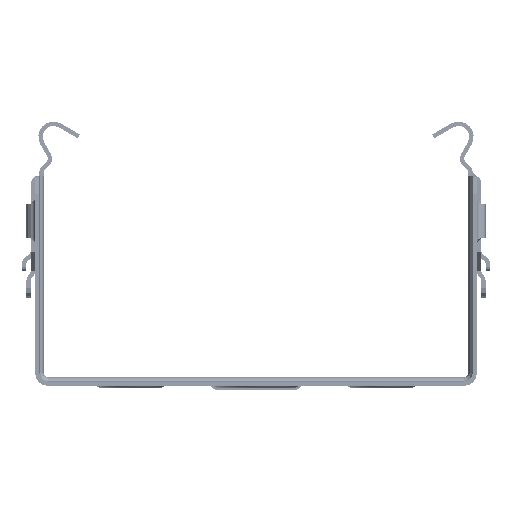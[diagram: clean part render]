
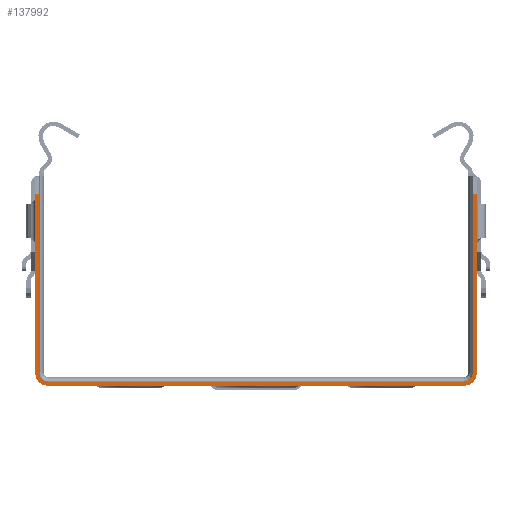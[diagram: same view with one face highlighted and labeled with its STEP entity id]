
A CAD part, front view. The second image highlights one B-rep face of the part: STEP entity #137992.
In plain terms, the highlighted planar face has unit normal (0, -1, 0).
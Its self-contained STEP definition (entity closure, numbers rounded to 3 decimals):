
#6750=PLANE('',#153979);
#14635=FACE_OUTER_BOUND('',#24109,.T.);
#24109=EDGE_LOOP('',(#127312,#127313,#127314,#127315,#127316,#127317,#127318,
#127319,#127320,#127321,#127322,#127323));
#35171=LINE('',#235867,#46851);
#35235=LINE('',#236130,#46915);
#35379=LINE('',#236612,#47059);
#35387=LINE('',#236632,#47067);
#35393=LINE('',#236653,#47073);
#35397=LINE('',#236660,#47077);
#35786=LINE('',#237906,#47466);
#35788=LINE('',#237915,#47468);
#46851=VECTOR('',#195715,10.);
#46915=VECTOR('',#195899,10.);
#47059=VECTOR('',#196341,10.);
#47067=VECTOR('',#196363,10.);
#47073=VECTOR('',#196387,10.);
#47077=VECTOR('',#196393,10.);
#47466=VECTOR('',#197576,10.);
#47468=VECTOR('',#197588,10.);
#55536=CIRCLE('',#153970,3.);
#55537=CIRCLE('',#153973,3.);
#55538=CIRCLE('',#153975,2.);
#55539=CIRCLE('',#153978,2.);
#67371=VERTEX_POINT('',#235864);
#67372=VERTEX_POINT('',#235866);
#67450=VERTEX_POINT('',#236127);
#67451=VERTEX_POINT('',#236129);
#67580=VERTEX_POINT('',#236610);
#67585=VERTEX_POINT('',#236630);
#67591=VERTEX_POINT('',#236652);
#67593=VERTEX_POINT('',#236658);
#67956=VERTEX_POINT('',#237900);
#67957=VERTEX_POINT('',#237904);
#67958=VERTEX_POINT('',#237910);
#67959=VERTEX_POINT('',#237914);
#86813=EDGE_CURVE('',#67372,#67371,#35171,.T.);
#86918=EDGE_CURVE('',#67451,#67450,#35235,.T.);
#87133=EDGE_CURVE('',#67580,#67372,#35379,.T.);
#87143=EDGE_CURVE('',#67450,#67585,#35387,.T.);
#87153=EDGE_CURVE('',#67591,#67580,#35393,.T.);
#87157=EDGE_CURVE('',#67585,#67593,#35397,.T.);
#87739=EDGE_CURVE('',#67371,#67956,#55536,.T.);
#87741=EDGE_CURVE('',#67956,#67957,#35786,.T.);
#87742=EDGE_CURVE('',#67957,#67451,#55537,.T.);
#87743=EDGE_CURVE('',#67958,#67591,#55538,.T.);
#87745=EDGE_CURVE('',#67959,#67958,#35788,.T.);
#87747=EDGE_CURVE('',#67593,#67959,#55539,.T.);
#127312=ORIENTED_EDGE('',*,*,#87143,.T.);
#127313=ORIENTED_EDGE('',*,*,#87157,.T.);
#127314=ORIENTED_EDGE('',*,*,#87747,.T.);
#127315=ORIENTED_EDGE('',*,*,#87745,.T.);
#127316=ORIENTED_EDGE('',*,*,#87743,.T.);
#127317=ORIENTED_EDGE('',*,*,#87153,.T.);
#127318=ORIENTED_EDGE('',*,*,#87133,.T.);
#127319=ORIENTED_EDGE('',*,*,#86813,.T.);
#127320=ORIENTED_EDGE('',*,*,#87739,.T.);
#127321=ORIENTED_EDGE('',*,*,#87741,.T.);
#127322=ORIENTED_EDGE('',*,*,#87742,.T.);
#127323=ORIENTED_EDGE('',*,*,#86918,.T.);
#137992=ADVANCED_FACE('',(#14635),#6750,.T.);
#153970=AXIS2_PLACEMENT_3D('',#237902,#197571,#197572);
#153973=AXIS2_PLACEMENT_3D('',#237908,#197579,#197580);
#153975=AXIS2_PLACEMENT_3D('',#237911,#197583,#197584);
#153978=AXIS2_PLACEMENT_3D('',#237918,#197592,#197593);
#153979=AXIS2_PLACEMENT_3D('',#237919,#197594,#197595);
#195715=DIRECTION('',(0.,0.,-1.));
#195899=DIRECTION('',(0.,0.,1.));
#196341=DIRECTION('',(-1.,0.,0.));
#196363=DIRECTION('',(-1.,0.,0.));
#196387=DIRECTION('',(0.,0.,1.));
#196393=DIRECTION('',(0.,0.,-1.));
#197571=DIRECTION('center_axis',(0.,-1.,0.));
#197572=DIRECTION('ref_axis',(-1.,0.,0.));
#197576=DIRECTION('',(1.,0.,0.));
#197579=DIRECTION('center_axis',(0.,-1.,0.));
#197580=DIRECTION('ref_axis',(0.,0.,
-1.));
#197583=DIRECTION('center_axis',(0.,1.,0.));
#197584=DIRECTION('ref_axis',(1.,0.,0.));
#197588=DIRECTION('',(-1.,0.,0.));
#197592=DIRECTION('center_axis',(0.,1.,0.));
#197593=DIRECTION('ref_axis',(0.,0.,
1.));
#197594=DIRECTION('center_axis',(0.,-1.,0.));
#197595=DIRECTION('ref_axis',(0.,0.,-1.));
#235864=CARTESIAN_POINT('',(-51.,-51.,2.));
#235866=CARTESIAN_POINT('',(-51.,-51.,43.387));
#235867=CARTESIAN_POINT('',(-51.,-51.,48.387));
#236127=CARTESIAN_POINT('',(51.,-51.,43.387));
#236129=CARTESIAN_POINT('',(51.,-51.,2.));
#236130=CARTESIAN_POINT('',(51.,-51.,2.));
#236610=CARTESIAN_POINT('',(-50.,-51.,43.387));
#236612=CARTESIAN_POINT('',(25.,-51.,43.387));
#236630=CARTESIAN_POINT('',(50.,-51.,43.387));
#236632=CARTESIAN_POINT('',(25.,-51.,43.387));
#236652=CARTESIAN_POINT('',(-50.,-51.,2.));
#236653=CARTESIAN_POINT('',(-50.,-51.,2.));
#236658=CARTESIAN_POINT('',(50.,-51.,2.));
#236660=CARTESIAN_POINT('',(50.,-51.,48.387));
#237900=CARTESIAN_POINT('',(-48.,-51.,-1.));
#237902=CARTESIAN_POINT('Origin',(-48.,-51.,2.));
#237904=CARTESIAN_POINT('',(48.,-51.,-1.));
#237906=CARTESIAN_POINT('',(-48.,-51.,-1.));
#237908=CARTESIAN_POINT('Origin',(48.,-51.,2.));
#237910=CARTESIAN_POINT('',(-48.,-51.,0.));
#237911=CARTESIAN_POINT('Origin',(-48.,-51.,2.));
#237914=CARTESIAN_POINT('',(48.,-51.,0.));
#237915=CARTESIAN_POINT('',(48.,-51.,0.));
#237918=CARTESIAN_POINT('Origin',(48.,-51.,2.));
#237919=CARTESIAN_POINT('Origin',(0.,-51.,23.694));
